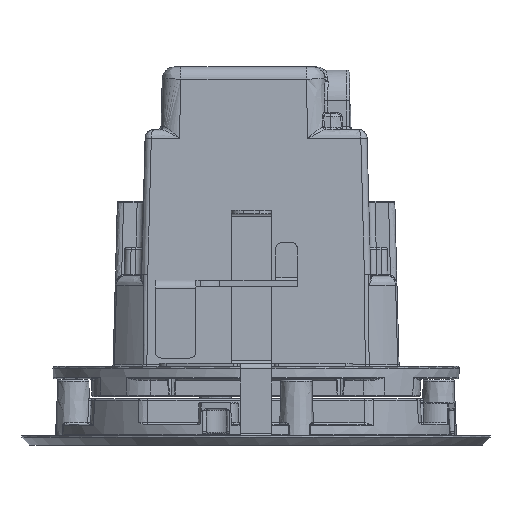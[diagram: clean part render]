
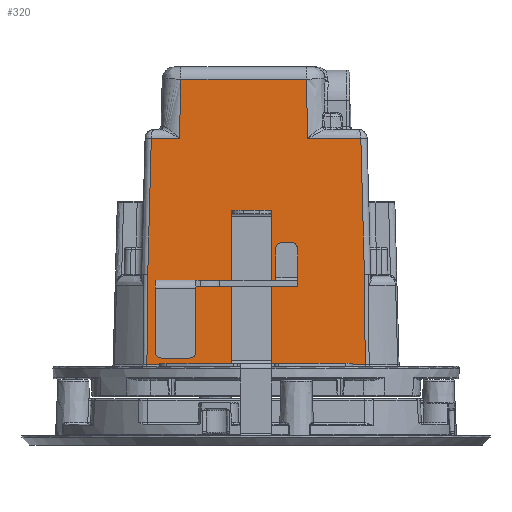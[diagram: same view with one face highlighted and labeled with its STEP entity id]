
A CAD part, front view. The second image highlights one B-rep face of the part: STEP entity #320.
In plain terms, the highlighted planar face has unit normal (0, -1, 0.026).
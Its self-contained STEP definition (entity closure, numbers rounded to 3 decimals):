
#320=ADVANCED_FACE('',(#1493),#17665,.T.);
#1493=FACE_OUTER_BOUND('',#2684,.T.);
#2684=EDGE_LOOP('',(#5064,#5065,#5066,#5067,#5068,#5069,#5070,#5071,#5072,
#5073));
#5064=ORIENTED_EDGE('',*,*,#10411,.T.);
#5065=ORIENTED_EDGE('',*,*,#10096,.T.);
#5066=ORIENTED_EDGE('',*,*,#10100,.T.);
#5067=ORIENTED_EDGE('',*,*,#10387,.F.);
#5068=ORIENTED_EDGE('',*,*,#10098,.T.);
#5069=ORIENTED_EDGE('',*,*,#10423,.T.);
#5070=ORIENTED_EDGE('',*,*,#10099,.F.);
#5071=ORIENTED_EDGE('',*,*,#10438,.F.);
#5072=ORIENTED_EDGE('',*,*,#10097,.T.);
#5073=ORIENTED_EDGE('',*,*,#10414,.F.);
#10096=EDGE_CURVE('',#15582,#15583,#14315,.T.);
#10097=EDGE_CURVE('',#15584,#15586,#14316,.T.);
#10098=EDGE_CURVE('',#15587,#15585,#14317,.T.);
#10099=EDGE_CURVE('',#15588,#15589,#14318,.T.);
#10100=EDGE_CURVE('',#15583,#15591,#12423,.T.);
#10387=EDGE_CURVE('',#15587,#15591,#14437,.T.);
#10411=EDGE_CURVE('',#15590,#15582,#12611,.T.);
#10414=EDGE_CURVE('',#15590,#15586,#14442,.T.);
#10423=EDGE_CURVE('',#15585,#15589,#14446,.T.);
#10438=EDGE_CURVE('',#15584,#15588,#14451,.T.);
#12423=(
BOUNDED_CURVE()
B_SPLINE_CURVE(3,(#32443,#32444,#32445,#32446),.UNSPECIFIED.,.F.,.F.)
B_SPLINE_CURVE_WITH_KNOTS((4,4),(0.,1.),.UNSPECIFIED.)
CURVE()
GEOMETRIC_REPRESENTATION_ITEM()
RATIONAL_B_SPLINE_CURVE((1.,1.,1.,1.))
REPRESENTATION_ITEM('')
);
#12611=(
BOUNDED_CURVE()
B_SPLINE_CURVE(3,(#33547,#33548,#33549,#33550),.UNSPECIFIED.,.F.,.F.)
B_SPLINE_CURVE_WITH_KNOTS((4,4),(0.,1.),.UNSPECIFIED.)
CURVE()
GEOMETRIC_REPRESENTATION_ITEM()
RATIONAL_B_SPLINE_CURVE((1.,1.,1.,1.))
REPRESENTATION_ITEM('')
);
#14315=B_SPLINE_CURVE_WITH_KNOTS('',1,(#32435,#32436),.UNSPECIFIED.,.F.,
 .F.,(2,2),(0.,69.971),.UNSPECIFIED.);
#14316=B_SPLINE_CURVE_WITH_KNOTS('',1,(#32437,#32438),.UNSPECIFIED.,.F.,
 .F.,(2,2),(0.,8.999),.UNSPECIFIED.);
#14317=B_SPLINE_CURVE_WITH_KNOTS('',1,(#32439,#32440),.UNSPECIFIED.,.F.,
 .F.,(2,2),(0.,17.001),.UNSPECIFIED.);
#14318=B_SPLINE_CURVE_WITH_KNOTS('',1,(#32441,#32442),.UNSPECIFIED.,.F.,
 .F.,(2,2),(-40.161,0.),.UNSPECIFIED.);
#14437=B_SPLINE_CURVE_WITH_KNOTS('',1,(#33472,#33473),.UNSPECIFIED.,.F.,
 .F.,(2,2),(-43.547,0.),.UNSPECIFIED.);
#14442=B_SPLINE_CURVE_WITH_KNOTS('',1,(#33557,#33558),.UNSPECIFIED.,.F.,
 .F.,(2,2),(-43.547,0.),.UNSPECIFIED.);
#14446=B_SPLINE_CURVE_WITH_KNOTS('',1,(#33596,#33597),.UNSPECIFIED.,.F.,
 .F.,(2,2),(0.,19.039),.UNSPECIFIED.);
#14451=B_SPLINE_CURVE_WITH_KNOTS('',1,(#33671,#33672),.UNSPECIFIED.,.F.,
 .F.,(2,2),(-19.039,0.),.UNSPECIFIED.);
#15582=VERTEX_POINT('',#31130);
#15583=VERTEX_POINT('',#31131);
#15584=VERTEX_POINT('',#31132);
#15585=VERTEX_POINT('',#31133);
#15586=VERTEX_POINT('',#31134);
#15587=VERTEX_POINT('',#31135);
#15588=VERTEX_POINT('',#31136);
#15589=VERTEX_POINT('',#31137);
#15590=VERTEX_POINT('',#31138);
#15591=VERTEX_POINT('',#31139);
#17665=PLANE('',#17995);
#17995=AXIS2_PLACEMENT_3D('',#22220,#18241,$);
#18241=DIRECTION('',(0.,-1.,0.026));
#22220=CARTESIAN_POINT('',(-42.592,-46.401,-11.905));
#31130=CARTESIAN_POINT('',(-34.985,-49.056,-113.309));
#31131=CARTESIAN_POINT('',(34.985,-49.056,-113.309));
#31132=CARTESIAN_POINT('',(-24.58,-47.156,-40.718));
#31133=CARTESIAN_POINT('',(16.578,-47.156,-40.718));
#31134=CARTESIAN_POINT('',(-33.578,-47.156,-40.718));
#31135=CARTESIAN_POINT('',(33.578,-47.156,-40.718));
#31136=CARTESIAN_POINT('',(-24.081,-46.657,-21.692));
#31137=CARTESIAN_POINT('',(16.079,-46.657,-21.692));
#31138=CARTESIAN_POINT('',(-34.718,-48.295,-84.235));
#31139=CARTESIAN_POINT('',(34.718,-48.295,-84.235));
#32435=CARTESIAN_POINT('',(-34.985,-49.056,-113.309));
#32436=CARTESIAN_POINT('',(34.985,-49.056,-113.309));
#32437=CARTESIAN_POINT('',(-24.58,-47.156,-40.718));
#32438=CARTESIAN_POINT('',(-33.578,-47.156,-40.718));
#32439=CARTESIAN_POINT('',(33.578,-47.156,-40.718));
#32440=CARTESIAN_POINT('',(16.578,-47.156,-40.718));
#32441=CARTESIAN_POINT('',(-24.081,-46.657,-21.692));
#32442=CARTESIAN_POINT('',(16.079,-46.657,-21.692));
#32443=CARTESIAN_POINT('',(34.985,-49.056,-113.309));
#32444=CARTESIAN_POINT('',(34.897,-48.803,-103.618));
#32445=CARTESIAN_POINT('',(34.807,-48.549,-93.927));
#32446=CARTESIAN_POINT('',(34.718,-48.295,-84.235));
#33472=CARTESIAN_POINT('',(33.578,-47.156,-40.718));
#33473=CARTESIAN_POINT('',(34.718,-48.295,-84.235));
#33547=CARTESIAN_POINT('',(-34.718,-48.295,-84.235));
#33548=CARTESIAN_POINT('',(-34.807,-48.549,-93.927));
#33549=CARTESIAN_POINT('',(-34.897,-48.803,-103.618));
#33550=CARTESIAN_POINT('',(-34.985,-49.056,-113.309));
#33557=CARTESIAN_POINT('',(-34.718,-48.295,-84.235));
#33558=CARTESIAN_POINT('',(-33.578,-47.156,-40.718));
#33596=CARTESIAN_POINT('',(16.578,-47.156,-40.718));
#33597=CARTESIAN_POINT('',(16.079,-46.657,-21.692));
#33671=CARTESIAN_POINT('',(-24.58,-47.156,-40.718));
#33672=CARTESIAN_POINT('',(-24.081,-46.657,-21.692));
